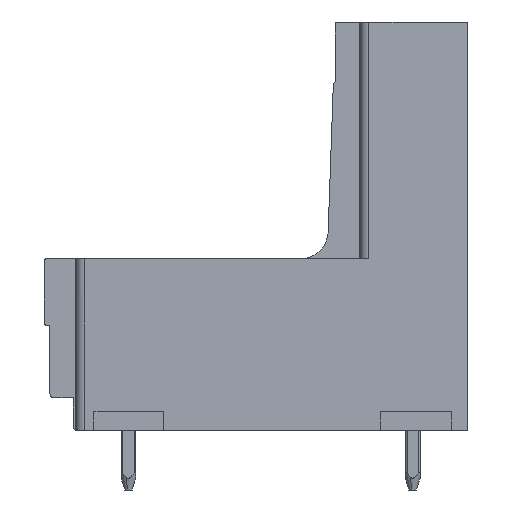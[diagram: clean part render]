
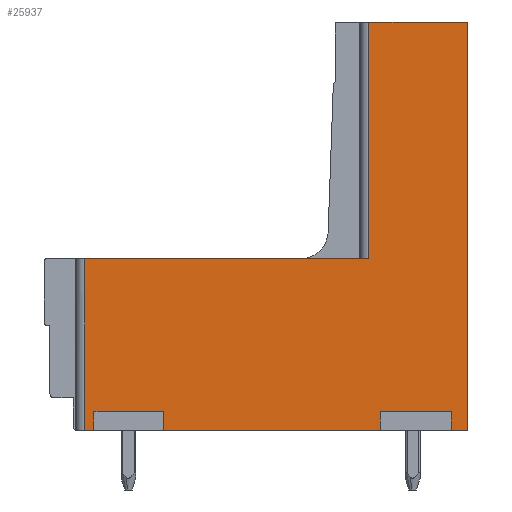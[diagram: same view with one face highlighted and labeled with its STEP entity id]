
A CAD part, left-side view. The second image highlights one B-rep face of the part: STEP entity #25937.
In plain terms, the highlighted planar face has unit normal (-1, 0, 0).
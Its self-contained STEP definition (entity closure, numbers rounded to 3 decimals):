
#25876=AXIS2_PLACEMENT_3D('Plane Axis2P3D',#25873,#25874,#25875) ;
#194=CARTESIAN_POINT('Vertex',(0.,0.,3.2)) ;
#197=CARTESIAN_POINT('Line Origine',(0.,0.435,3.2)) ;
#201=CARTESIAN_POINT('Vertex',(0.,0.87,3.2)) ;
#250=CARTESIAN_POINT('Vertex',(0.,4.69,3.2)) ;
#253=CARTESIAN_POINT('Line Origine',(0.,10.495,3.2)) ;
#257=CARTESIAN_POINT('Vertex',(0.,16.3,3.2)) ;
#278=CARTESIAN_POINT('Vertex',(0.,20.04,3.2)) ;
#281=CARTESIAN_POINT('Line Origine',(0.,20.29,3.2)) ;
#285=CARTESIAN_POINT('Vertex',(0.,20.54,3.2)) ;
#22440=CARTESIAN_POINT('Vertex',(0.,5.3,25.1)) ;
#22443=CARTESIAN_POINT('Line Origine',(0.,2.65,25.1)) ;
#22447=CARTESIAN_POINT('Vertex',(0.,0.,25.1)) ;
#25316=CARTESIAN_POINT('Line Origine',(0.,0.,14.15)) ;
#25793=CARTESIAN_POINT('Line Origine',(0.,20.54,14.15)) ;
#25797=CARTESIAN_POINT('Vertex',(0.,20.54,12.4)) ;
#25858=CARTESIAN_POINT('Vertex',(0.,5.3,12.4)) ;
#25861=CARTESIAN_POINT('Line Origine',(0.,5.3,14.15)) ;
#25873=CARTESIAN_POINT('Axis2P3D Location',(0.,0.,0.)) ;
#25878=CARTESIAN_POINT('Line Origine',(0.,12.92,12.4)) ;
#25883=CARTESIAN_POINT('Line Origine',(0.,20.04,3.7)) ;
#25887=CARTESIAN_POINT('Vertex',(0.,20.04,4.2)) ;
#25890=CARTESIAN_POINT('Line Origine',(0.,18.17,4.2)) ;
#25894=CARTESIAN_POINT('Vertex',(0.,16.3,4.2)) ;
#25897=CARTESIAN_POINT('Line Origine',(0.,16.3,3.7)) ;
#25902=CARTESIAN_POINT('Line Origine',(0.,4.69,3.7)) ;
#25906=CARTESIAN_POINT('Vertex',(0.,4.69,4.2)) ;
#25909=CARTESIAN_POINT('Line Origine',(0.,2.78,4.2)) ;
#25913=CARTESIAN_POINT('Vertex',(0.,0.87,4.2)) ;
#25916=CARTESIAN_POINT('Line Origine',(0.,0.87,3.7)) ;
#198=DIRECTION('Vector Direction',(0.,1.,0.)) ;
#254=DIRECTION('Vector Direction',(0.,1.,0.)) ;
#282=DIRECTION('Vector Direction',(0.,1.,0.)) ;
#22444=DIRECTION('Vector Direction',(0.,-1.,0.)) ;
#25317=DIRECTION('Vector Direction',(0.,0.,-1.)) ;
#25794=DIRECTION('Vector Direction',(0.,0.,1.)) ;
#25862=DIRECTION('Vector Direction',(0.,0.,1.)) ;
#25874=DIRECTION('Axis2P3D Direction',(-1.,0.,0.)) ;
#25875=DIRECTION('Axis2P3D XDirection',(0.,0.,1.)) ;
#25879=DIRECTION('Vector Direction',(0.,-1.,0.)) ;
#25884=DIRECTION('Vector Direction',(0.,0.,-1.)) ;
#25891=DIRECTION('Vector Direction',(0.,-1.,0.)) ;
#25898=DIRECTION('Vector Direction',(0.,0.,1.)) ;
#25903=DIRECTION('Vector Direction',(0.,0.,-1.)) ;
#25910=DIRECTION('Vector Direction',(0.,-1.,0.)) ;
#25917=DIRECTION('Vector Direction',(0.,0.,1.)) ;
#199=VECTOR('Line Direction',#198,1.) ;
#255=VECTOR('Line Direction',#254,1.) ;
#283=VECTOR('Line Direction',#282,1.) ;
#22445=VECTOR('Line Direction',#22444,1.) ;
#25318=VECTOR('Line Direction',#25317,1.) ;
#25795=VECTOR('Line Direction',#25794,1.) ;
#25863=VECTOR('Line Direction',#25862,1.) ;
#25880=VECTOR('Line Direction',#25879,1.) ;
#25885=VECTOR('Line Direction',#25884,1.) ;
#25892=VECTOR('Line Direction',#25891,1.) ;
#25899=VECTOR('Line Direction',#25898,1.) ;
#25904=VECTOR('Line Direction',#25903,1.) ;
#25911=VECTOR('Line Direction',#25910,1.) ;
#25918=VECTOR('Line Direction',#25917,1.) ;
#25922=ORIENTED_EDGE('',*,*,#25882,.F.) ;
#25923=ORIENTED_EDGE('',*,*,#25799,.T.) ;
#25924=ORIENTED_EDGE('',*,*,#287,.T.) ;
#25925=ORIENTED_EDGE('',*,*,#25889,.T.) ;
#25926=ORIENTED_EDGE('',*,*,#25896,.T.) ;
#25927=ORIENTED_EDGE('',*,*,#25901,.T.) ;
#25928=ORIENTED_EDGE('',*,*,#259,.T.) ;
#25929=ORIENTED_EDGE('',*,*,#25908,.T.) ;
#25930=ORIENTED_EDGE('',*,*,#25915,.T.) ;
#25931=ORIENTED_EDGE('',*,*,#25920,.T.) ;
#25932=ORIENTED_EDGE('',*,*,#203,.T.) ;
#25933=ORIENTED_EDGE('',*,*,#25320,.T.) ;
#25934=ORIENTED_EDGE('',*,*,#22449,.T.) ;
#25935=ORIENTED_EDGE('',*,*,#25865,.T.) ;
#25937=ADVANCED_FACE('HOUSING',(#25936),#25877,.T.) ;
#203=EDGE_CURVE('',#202,#195,#200,.F.) ;
#259=EDGE_CURVE('',#258,#251,#256,.F.) ;
#287=EDGE_CURVE('',#286,#279,#284,.F.) ;
#22449=EDGE_CURVE('',#22448,#22441,#22446,.F.) ;
#25320=EDGE_CURVE('',#195,#22448,#25319,.F.) ;
#25799=EDGE_CURVE('',#25798,#286,#25796,.F.) ;
#25865=EDGE_CURVE('',#22441,#25859,#25864,.F.) ;
#25882=EDGE_CURVE('',#25798,#25859,#25881,.T.) ;
#25889=EDGE_CURVE('',#279,#25888,#25886,.F.) ;
#25896=EDGE_CURVE('',#25888,#25895,#25893,.T.) ;
#25901=EDGE_CURVE('',#25895,#258,#25900,.F.) ;
#25908=EDGE_CURVE('',#251,#25907,#25905,.F.) ;
#25915=EDGE_CURVE('',#25907,#25914,#25912,.T.) ;
#25920=EDGE_CURVE('',#25914,#202,#25919,.F.) ;
#25921=EDGE_LOOP('',(#25922,#25923,#25924,#25925,#25926,#25927,#25928,#25929,#25930,#25931,#25932,#25933,#25934,#25935)) ;
#25936=FACE_OUTER_BOUND('',#25921,.T.) ;
#200=LINE('Line',#197,#199) ;
#256=LINE('Line',#253,#255) ;
#284=LINE('Line',#281,#283) ;
#22446=LINE('Line',#22443,#22445) ;
#25319=LINE('Line',#25316,#25318) ;
#25796=LINE('Line',#25793,#25795) ;
#25864=LINE('Line',#25861,#25863) ;
#25881=LINE('Line',#25878,#25880) ;
#25886=LINE('Line',#25883,#25885) ;
#25893=LINE('Line',#25890,#25892) ;
#25900=LINE('Line',#25897,#25899) ;
#25905=LINE('Line',#25902,#25904) ;
#25912=LINE('Line',#25909,#25911) ;
#25919=LINE('Line',#25916,#25918) ;
#25877=PLANE('',#25876) ;
#195=VERTEX_POINT('',#194) ;
#202=VERTEX_POINT('',#201) ;
#251=VERTEX_POINT('',#250) ;
#258=VERTEX_POINT('',#257) ;
#279=VERTEX_POINT('',#278) ;
#286=VERTEX_POINT('',#285) ;
#22441=VERTEX_POINT('',#22440) ;
#22448=VERTEX_POINT('',#22447) ;
#25798=VERTEX_POINT('',#25797) ;
#25859=VERTEX_POINT('',#25858) ;
#25888=VERTEX_POINT('',#25887) ;
#25895=VERTEX_POINT('',#25894) ;
#25907=VERTEX_POINT('',#25906) ;
#25914=VERTEX_POINT('',#25913) ;
